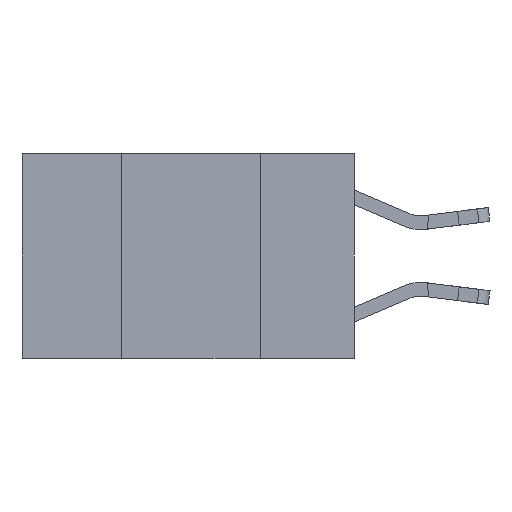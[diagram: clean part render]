
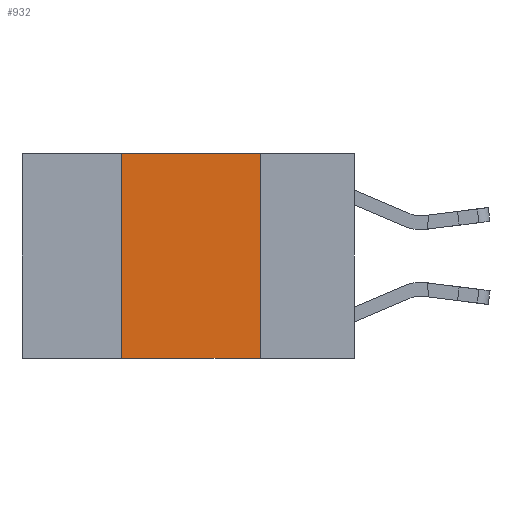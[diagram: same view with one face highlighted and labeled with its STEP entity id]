
A CAD part, left-side view. The second image highlights one B-rep face of the part: STEP entity #932.
In plain terms, the highlighted planar face has unit normal (-1, 0, 0).
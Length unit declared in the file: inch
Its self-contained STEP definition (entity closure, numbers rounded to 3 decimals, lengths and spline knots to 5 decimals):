
#26 = CARTESIAN_POINT ( 'NONE',  ( 0., 0.6, 0. ) ) ;
#932 = ADVANCED_FACE ( 'NONE', ( #4029 ), #991, .F. ) ;
#991 = PLANE ( 'NONE',  #7311 ) ;
#1664 = CARTESIAN_POINT ( 'NONE',  ( 0., 0.6, 0. ) ) ;
#1738 = VERTEX_POINT ( 'NONE', #8891 ) ;
#2421 = DIRECTION ( 'NONE',  ( 0., 0., 1. ) ) ;
#2650 = DIRECTION ( 'NONE',  ( 0., -1., 0. ) ) ;
#2665 = DIRECTION ( 'NONE',  ( 0., 0., -1. ) ) ;
#3403 = CARTESIAN_POINT ( 'NONE',  ( 0., 0.17, -0.37 ) ) ;
#3719 = CARTESIAN_POINT ( 'NONE',  ( 0., 0.6, -0.37 ) ) ;
#3950 = VERTEX_POINT ( 'NONE', #10471 ) ;
#4029 = FACE_OUTER_BOUND ( 'NONE', #9042, .T. ) ;
#4701 = VERTEX_POINT ( 'NONE', #5805 ) ;
#5106 = EDGE_CURVE ( 'NONE', #1738, #6367, #5522, .T. ) ;
#5245 = EDGE_CURVE ( 'NONE', #4701, #6367, #7135, .T. ) ;
#5282 = ORIENTED_EDGE ( 'NONE', *, *, #5106, .F. ) ;
#5522 = LINE ( 'NONE', #6383, #7697 ) ;
#5805 = CARTESIAN_POINT ( 'NONE',  ( 0., 0.42, -0.37 ) ) ;
#6367 = VERTEX_POINT ( 'NONE', #3403 ) ;
#6383 = CARTESIAN_POINT ( 'NONE',  ( 0., 0.17, 0. ) ) ;
#7135 = LINE ( 'NONE', #3719, #11893 ) ;
#7311 = AXIS2_PLACEMENT_3D ( 'NONE', #26, #11442, #11417 ) ;
#7423 = VECTOR ( 'NONE', #2421, 39.37008 ) ;
#7697 = VECTOR ( 'NONE', #2665, 39.37008 ) ;
#7703 = LINE ( 'NONE', #7997, #7423 ) ;
#7996 = EDGE_CURVE ( 'NONE', #3950, #1738, #11972, .T. ) ;
#7997 = CARTESIAN_POINT ( 'NONE',  ( 0., 0.42, 0. ) ) ;
#8891 = CARTESIAN_POINT ( 'NONE',  ( 0., 0.17, 0. ) ) ;
#9042 = EDGE_LOOP ( 'NONE', ( #5282, #10693, #11891, #10181 ) ) ;
#9254 = DIRECTION ( 'NONE',  ( 0., -1., 0. ) ) ;
#10181 = ORIENTED_EDGE ( 'NONE', *, *, #5245, .T. ) ;
#10378 = EDGE_CURVE ( 'NONE', #4701, #3950, #7703, .T. ) ;
#10471 = CARTESIAN_POINT ( 'NONE',  ( 0., 0.42, 0. ) ) ;
#10693 = ORIENTED_EDGE ( 'NONE', *, *, #7996, .F. ) ;
#11417 = DIRECTION ( 'NONE',  ( 0., 0., -1. ) ) ;
#11442 = DIRECTION ( 'NONE',  ( 1., 0., 0. ) ) ;
#11706 = VECTOR ( 'NONE', #2650, 39.37008 ) ;
#11891 = ORIENTED_EDGE ( 'NONE', *, *, #10378, .F. ) ;
#11893 = VECTOR ( 'NONE', #9254, 39.37008 ) ;
#11972 = LINE ( 'NONE', #1664, #11706 ) ;
